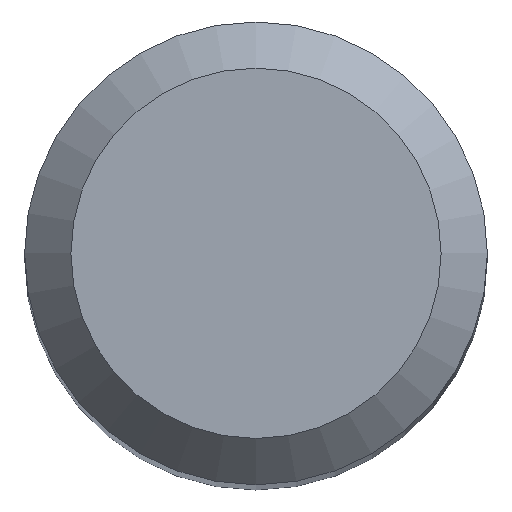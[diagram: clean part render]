
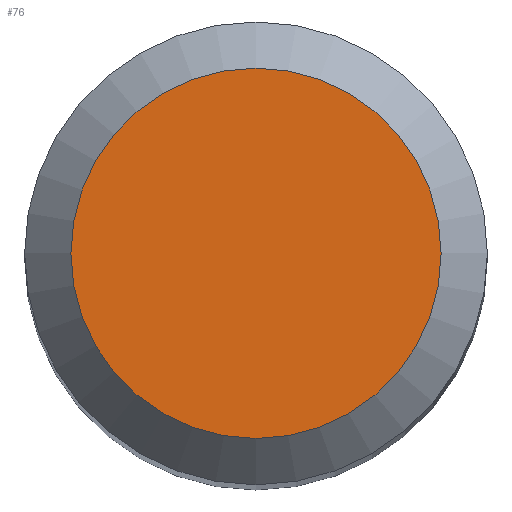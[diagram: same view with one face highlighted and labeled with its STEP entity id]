
A CAD part, top view. The second image highlights one B-rep face of the part: STEP entity #76.
In plain terms, the highlighted planar face has unit normal (0, 0, 1).
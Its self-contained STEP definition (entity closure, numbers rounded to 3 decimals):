
#51 = AXIS2_PLACEMENT_3D ( 'NONE', #82, #263, #303 ) ;
#63 = EDGE_LOOP ( 'NONE', ( #271 ) ) ;
#76 = ADVANCED_FACE ( 'NONE', ( #239 ), #100, .F. ) ;
#80 = DIRECTION ( 'NONE',  ( 0., 1., 0. ) ) ;
#82 = CARTESIAN_POINT ( 'NONE',  ( 0., 0., 38. ) ) ;
#100 = PLANE ( 'NONE',  #257 ) ;
#129 = CARTESIAN_POINT ( 'NONE',  ( 0., 1.2, 38. ) ) ;
#133 = EDGE_CURVE ( 'NONE', #203, #203, #228, .T. ) ;
#195 = CARTESIAN_POINT ( 'NONE',  ( 0., 0., 38. ) ) ;
#203 = VERTEX_POINT ( 'NONE', #129 ) ;
#228 = CIRCLE ( 'NONE', #51, 1.2 ) ;
#239 = FACE_OUTER_BOUND ( 'NONE', #63, .T. ) ;
#257 = AXIS2_PLACEMENT_3D ( 'NONE', #195, #283, #80 ) ;
#263 = DIRECTION ( 'NONE',  ( 0., 0., -1. ) ) ;
#271 = ORIENTED_EDGE ( 'NONE', *, *, #133, .F. ) ;
#283 = DIRECTION ( 'NONE',  ( 0., 0., -1. ) ) ;
#303 = DIRECTION ( 'NONE',  ( 0., 1., 0. ) ) ;
